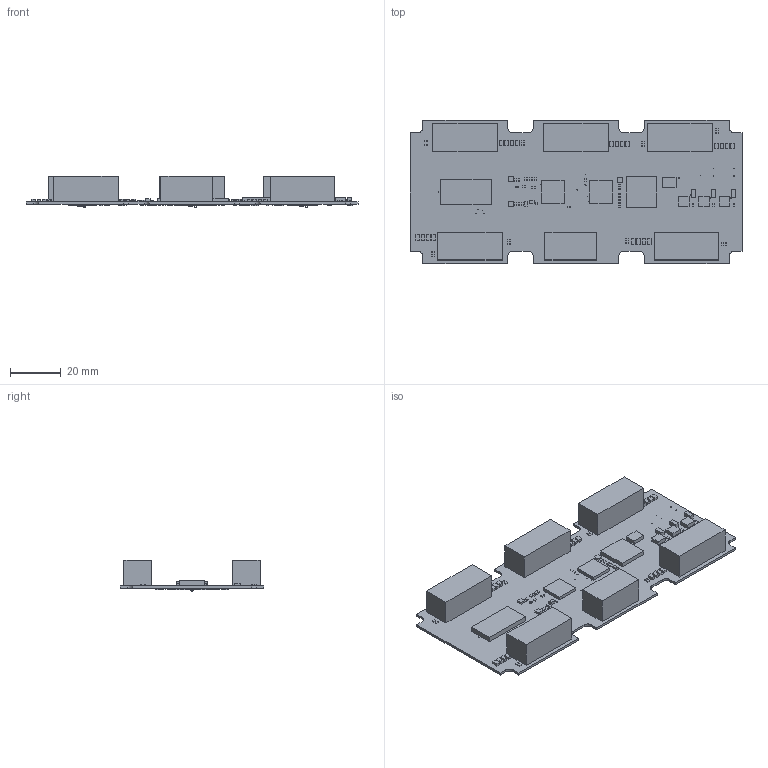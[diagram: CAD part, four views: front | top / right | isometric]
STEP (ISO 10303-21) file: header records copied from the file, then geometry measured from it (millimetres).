
FILE_DESCRIPTION(('Open CASCADE Model'),'2;1');
FILE_NAME('Open CASCADE Shape Model','2020-10-14T11:05:03',('Author'),( 'Open CASCADE'),'Open CASCADE STEP processor 6.8','Open CASCADE 6.8' ,'Unknown');
FILE_SCHEMA(('AUTOMOTIVE_DESIGN { 1 0 10303 214 1 1 1 1 }'));
Length unit declared in the file: millimetre
Products named in the file (248): PCB; Board; Open CASCADE STEP translator 6.8 1.1.1; P1; 5928194816; Extruded; P15; 5928533856; P14; P3; R236; 6113104240; P11; P2; R148; R147; 6128139248; R146; R145; R238; R131; C223; 6113100800; C233; C232; C231; C230; C229; C228; C227; C226; C225; C224; C222; C221; C220; C219; C218; RT2; RT1 ...
Assembly tree (418 placements, depth 4):
  PCB
    Board
      Open CASCADE STEP translator 6.8 1.1.1
    P1
      5928194816
        Extruded
    P15
      5928533856
        Extruded
    P14
      5928533856
        Extruded
    P3
      5928533856
        Extruded
    R236
      6113104240
        Extruded
    P11
      5928533856
        Extruded
    P2
      5928533856
        Extruded
    R148
      6113104240
        Extruded
    R147
      6128139248
        Extruded
    R146
      6128139248
        Extruded
    R145
      6128139248
        Extruded
    R238
      6113104240
        Extruded
    R131
      6113104240
        Extruded
    C223
      6113100800
        Extruded
    C233
      6113100800
        Extruded
    C232
      6113100800
        Extruded
    C231
      6113100800
        Extruded
    C230
      6113100800
        Extruded
    C229
      6113100800
        Extruded
Bounding box: 130.3 x 56.5 x 12.21 mm (x, y, z)
Volume: 23905.1 mm3; surface area: 25023.6 mm2
Topology: 197 solids, 197 shells, 1961 faces, 4620 edges, 3053 vertices
Faces by surface type: plane 1341, cylinder 539, bspline 42, extrusion 27, torus 6, sphere 6
Full cylindrical faces by diameter (mm): 0.15 x264, 0.25 x48, 0.3 x83
Entity records: 31692 total; most frequent: CARTESIAN_POINT 5967, DIRECTION 4940, ORIENTED_EDGE 3852, AXIS2_PLACEMENT_3D 1989, EDGE_CURVE 1926, FACE_BOUND 1497, EDGE_LOOP 1497, VERTEX_POINT 1275
